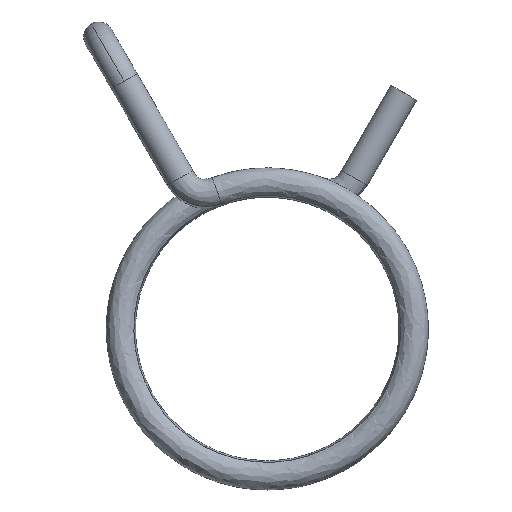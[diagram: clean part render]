
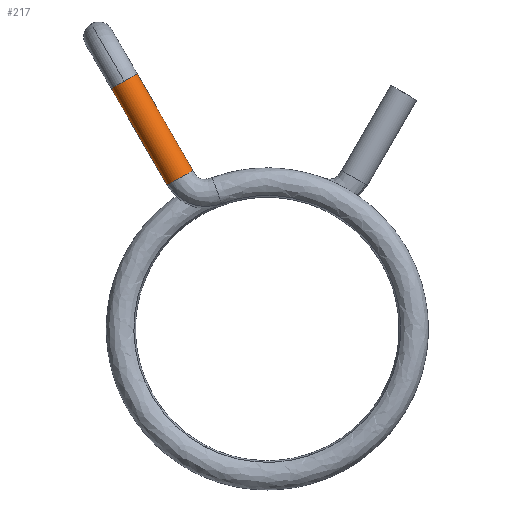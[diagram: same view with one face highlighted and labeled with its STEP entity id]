
A CAD part, top view. The second image highlights one B-rep face of the part: STEP entity #217.
In plain terms, the highlighted cylindrical face has radius 0.9 mm (diameter 1.8 mm), a partial arc.
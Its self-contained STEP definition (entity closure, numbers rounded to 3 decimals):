
#162 = CARTESIAN_POINT ( 'NONE',  ( -9.429, 14.532, 3.1 ) ) ;
#217 = ADVANCED_FACE ( 'NONE', ( #6456 ), #3070, .T. ) ;
#410 = CARTESIAN_POINT ( 'NONE',  ( -7.871, 15.432, 3.1 ) ) ;
#484 = VERTEX_POINT ( 'NONE', #4223 ) ;
#552 = CARTESIAN_POINT ( 'NONE',  ( -4.499, 9.581, 3.1 ) ) ;
#613 = VERTEX_POINT ( 'NONE', #2453 ) ;
#625 = CARTESIAN_POINT ( 'NONE',  ( -5.948, 8.744, 3.55 ) ) ;
#643 = ORIENTED_EDGE ( 'NONE', *, *, #1650, .F. ) ;
#700 = DIRECTION ( 'NONE',  ( 0.5, -0.866, 0. ) ) ;
#1019 = DIRECTION ( 'NONE',  ( 0.5, -0.866, 0. ) ) ;
#1103 = CIRCLE ( 'NONE', #5205, 0.9 ) ;
#1233 = DIRECTION ( 'NONE',  ( 0.75, 0.433, -0.5 ) ) ;
#1409 = DIRECTION ( 'NONE',  ( 0.5, -0.866, 0. ) ) ;
#1513 = EDGE_CURVE ( 'NONE', #484, #6333, #6488, .T. ) ;
#1609 = VERTEX_POINT ( 'NONE', #625 ) ;
#1650 = EDGE_CURVE ( 'NONE', #6333, #1609, #5390, .T. ) ;
#2128 = CARTESIAN_POINT ( 'NONE',  ( -9.429, 14.532, 3.1 ) ) ;
#2290 = DIRECTION ( 'NONE',  ( 0.75, 0.433, -0.5 ) ) ;
#2383 = ORIENTED_EDGE ( 'NONE', *, *, #3740, .T. ) ;
#2453 = CARTESIAN_POINT ( 'NONE',  ( -6.048, 8.687, 3.1 ) ) ;
#2880 = DIRECTION ( 'NONE',  ( 0.5, -0.866, 0. ) ) ;
#3058 = AXIS2_PLACEMENT_3D ( 'NONE', #6978, #2880, #1233 ) ;
#3070 = CYLINDRICAL_SURFACE ( 'NONE', #6573, 0.9 ) ;
#3079 = EDGE_CURVE ( 'NONE', #4918, #6710, #5875, .T. ) ;
#3477 = DIRECTION ( 'NONE',  ( 0.5, -0.866, 0. ) ) ;
#3684 = DIRECTION ( 'NONE',  ( 0.866, 0.5, 0. ) ) ;
#3740 = EDGE_CURVE ( 'NONE', #6710, #613, #6036, .T. ) ;
#4024 = VECTOR ( 'NONE', #1019, 1000. ) ;
#4116 = EDGE_LOOP ( 'NONE', ( #7087, #4389, #2383, #6592, #643, #5866 ) ) ;
#4151 = CIRCLE ( 'NONE', #5180, 0.9 ) ;
#4223 = CARTESIAN_POINT ( 'NONE',  ( -7.871, 15.432, 3.1 ) ) ;
#4389 = ORIENTED_EDGE ( 'NONE', *, *, #3079, .T. ) ;
#4401 = DIRECTION ( 'NONE',  ( 0.5, -0.866, 0. ) ) ;
#4469 = AXIS2_PLACEMENT_3D ( 'NONE', #5099, #700, #2290 ) ;
#4775 = CARTESIAN_POINT ( 'NONE',  ( -8.65, 14.982, 3.1 ) ) ;
#4918 = VERTEX_POINT ( 'NONE', #5606 ) ;
#5075 = EDGE_CURVE ( 'NONE', #1609, #613, #1103, .T. ) ;
#5099 = CARTESIAN_POINT ( 'NONE',  ( -5.274, 9.134, 3.1 ) ) ;
#5180 = AXIS2_PLACEMENT_3D ( 'NONE', #6272, #3477, #6302 ) ;
#5205 = AXIS2_PLACEMENT_3D ( 'NONE', #5445, #4401, #7081 ) ;
#5390 = CIRCLE ( 'NONE', #4469, 0.9 ) ;
#5445 = CARTESIAN_POINT ( 'NONE',  ( -5.274, 9.134, 3.1 ) ) ;
#5606 = CARTESIAN_POINT ( 'NONE',  ( -8.65, 14.982, 4. ) ) ;
#5745 = VECTOR ( 'NONE', #7183, 1000. ) ;
#5866 = ORIENTED_EDGE ( 'NONE', *, *, #1513, .F. ) ;
#5875 = CIRCLE ( 'NONE', #3058, 0.9 ) ;
#6036 = LINE ( 'NONE', #2128, #4024 ) ;
#6272 = CARTESIAN_POINT ( 'NONE',  ( -8.65, 14.982, 3.1 ) ) ;
#6302 = DIRECTION ( 'NONE',  ( 0.75, 0.433, -0.5 ) ) ;
#6333 = VERTEX_POINT ( 'NONE', #552 ) ;
#6456 = FACE_OUTER_BOUND ( 'NONE', #4116, .T. ) ;
#6488 = LINE ( 'NONE', #410, #5745 ) ;
#6573 = AXIS2_PLACEMENT_3D ( 'NONE', #4775, #1409, #3684 ) ;
#6592 = ORIENTED_EDGE ( 'NONE', *, *, #5075, .F. ) ;
#6692 = EDGE_CURVE ( 'NONE', #484, #4918, #4151, .T. ) ;
#6710 = VERTEX_POINT ( 'NONE', #162 ) ;
#6978 = CARTESIAN_POINT ( 'NONE',  ( -8.65, 14.982, 3.1 ) ) ;
#7081 = DIRECTION ( 'NONE',  ( 0.75, 0.433, -0.5 ) ) ;
#7087 = ORIENTED_EDGE ( 'NONE', *, *, #6692, .T. ) ;
#7183 = DIRECTION ( 'NONE',  ( 0.5, -0.866, 0. ) ) ;
